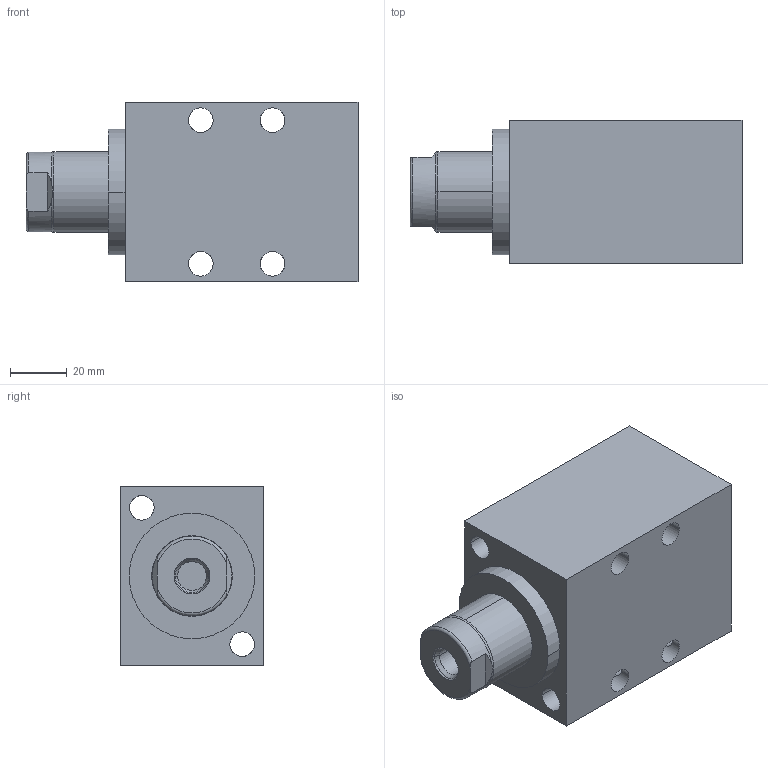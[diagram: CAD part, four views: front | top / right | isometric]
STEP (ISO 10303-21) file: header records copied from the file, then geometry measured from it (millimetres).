
FILE_DESCRIPTION((''),'2;1');
FILE_NAME('ILCM42012009','2008-08-20T',('GLR'),(''),'PRO/ENGINEER BY PARAMETRIC TECHNOLOGY CORPORATION, 2007460','PRO/ENGINEER BY PARAMETRIC TECHNOLOGY CORPORATION, 2007460','');
FILE_SCHEMA(('AUTOMOTIVE_DESIGN_CC2 { 1 2 10303 214 -1 1 5 2 }'));
Length unit declared in the file: millimetre
Products named in the file (1): ILCM42012009
Bounding box: 117.47 x 50.8 x 63.5 mm (x, y, z)
Volume: 268645.1 mm3; surface area: 39419.8 mm2
Topology: 1 solids, 3 shells, 83 faces, 220 edges, 142 vertices
Faces by surface type: cylinder 49, plane 22, cone 10, torus 2
Entity records: 4033 total; most frequent: CARTESIAN_POINT 878, DIRECTION 436, ORIENTED_EDGE 436, PRESENTATION_STYLE_ASSIGNMENT 243, STYLED_ITEM 222, CURVE_STYLE 220, EDGE_CURVE 220, AXIS2_PLACEMENT_3D 174
